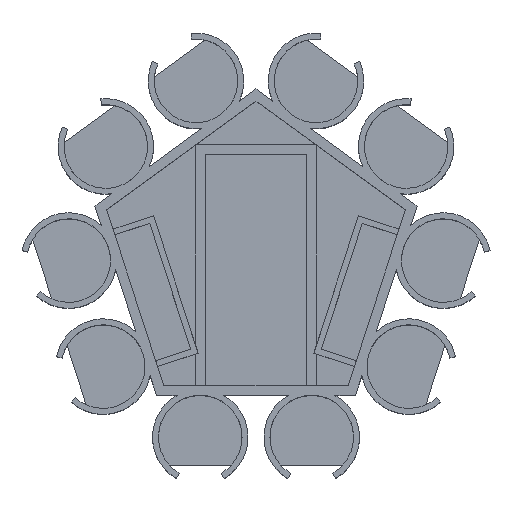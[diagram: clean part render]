
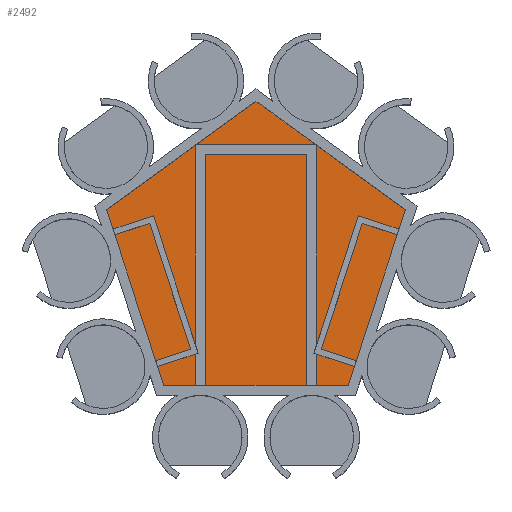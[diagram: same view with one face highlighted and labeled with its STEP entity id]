
A CAD part, top view. The second image highlights one B-rep face of the part: STEP entity #2492.
In plain terms, the highlighted planar face has unit normal (0, 0, 1).
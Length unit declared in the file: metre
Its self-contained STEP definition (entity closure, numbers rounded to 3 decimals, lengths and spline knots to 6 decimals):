
#661=ORIENTED_EDGE('',*,*,#1124,.T.);
#662=ORIENTED_EDGE('',*,*,#1125,.T.);
#663=ORIENTED_EDGE('',*,*,#1126,.T.);
#664=ORIENTED_EDGE('',*,*,#1127,.T.);
#665=ORIENTED_EDGE('',*,*,#1128,.T.);
#1124=EDGE_CURVE('',#1397,#1398,#1644,.T.);
#1125=EDGE_CURVE('',#1398,#1399,#1645,.T.);
#1126=EDGE_CURVE('',#1399,#1400,#1646,.T.);
#1127=EDGE_CURVE('',#1400,#1401,#1647,.T.);
#1128=EDGE_CURVE('',#1401,#1397,#1648,.T.);
#1397=VERTEX_POINT('',#4015);
#1398=VERTEX_POINT('',#4016);
#1399=VERTEX_POINT('',#4018);
#1400=VERTEX_POINT('',#4020);
#1401=VERTEX_POINT('',#4022);
#1644=LINE('',#4014,#1924);
#1645=LINE('',#4017,#1925);
#1646=LINE('',#4019,#1926);
#1647=LINE('',#4021,#1927);
#1648=LINE('',#4023,#1928);
#1924=VECTOR('',#3306,1.);
#1925=VECTOR('',#3307,1.);
#1926=VECTOR('',#3308,1.);
#1927=VECTOR('',#3309,1.);
#1928=VECTOR('',#3310,1.);
#2114=EDGE_LOOP('',(#661,#662,#663,#664,#665));
#2260=FACE_BOUND('',#2114,.T.);
#2365=PLANE('',#2712);
#2492=ADVANCED_FACE('',(#2260),#2365,.T.);
#2712=AXIS2_PLACEMENT_3D('',#4013,#3304,#3305);
#3304=DIRECTION('',(0.,0.,1.));
#3305=DIRECTION('',(1.,0.,0.));
#3306=DIRECTION('',(1.,0.,0.));
#3307=DIRECTION('',(0.309,0.951,0.));
#3308=DIRECTION('',(-0.809,0.588,0.));
#3309=DIRECTION('',(-0.809,-0.588,0.));
#3310=DIRECTION('',(0.309,-0.951,0.));
#4013=CARTESIAN_POINT('',(-0.001889,0.009397,-0.004));
#4014=CARTESIAN_POINT('',(-0.044809,-0.061901,-0.004));
#4015=CARTESIAN_POINT('',(-0.046367,-0.061901,-0.004));
#4016=CARTESIAN_POINT('',(0.046367,-0.061901,-0.004));
#4017=CARTESIAN_POINT('',(0.046849,-0.060419,-0.004));
#4018=CARTESIAN_POINT('',(0.075024,0.026295,-0.004));
#4019=CARTESIAN_POINT('',(0.073764,0.027211,-0.004));
#4020=CARTESIAN_POINT('',(0.,0.080803,-0.004));
#4021=CARTESIAN_POINT('',(-0.00126,0.079887,-0.004));
#4022=CARTESIAN_POINT('',(-0.075024,0.026295,-0.004));
#4023=CARTESIAN_POINT('',(-0.074542,0.024813,-0.004));
